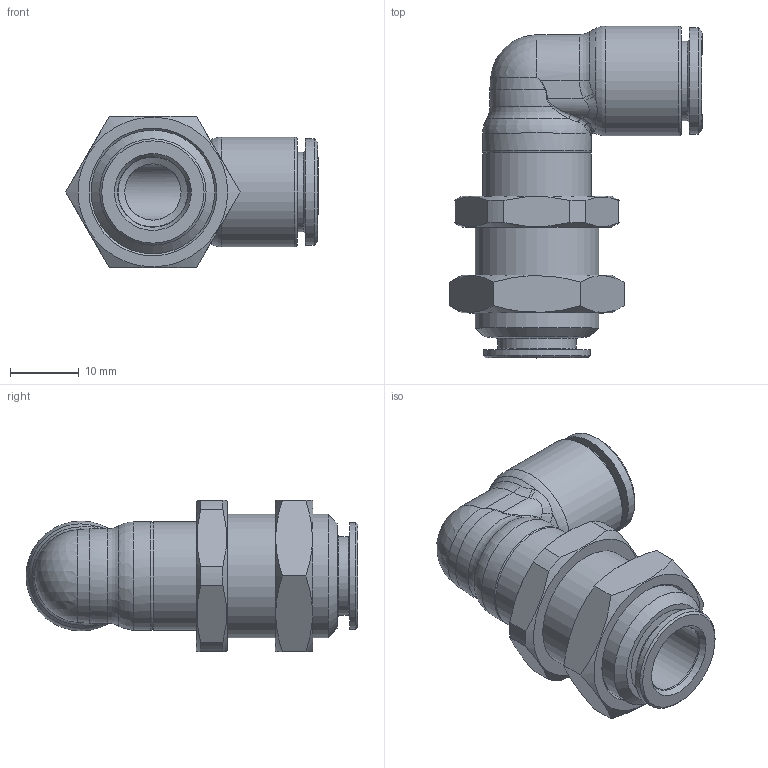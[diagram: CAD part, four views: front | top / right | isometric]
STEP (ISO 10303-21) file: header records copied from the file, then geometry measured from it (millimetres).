
FILE_DESCRIPTION(/* description */ ('STEP AP214'),/* implementation_level */ '2;1');
FILE_NAME(/* name */ 'B0380050',/* time_stamp */ '2023-03-30T13:06:16+02:00',/* author */ ('License CC BY-ND 4.0'),/* organization */ ('CADENAS'),/* preprocessor_version */ 'ST-DEVELOPER v19.3',/* originating_system */ 'PARTsolutions',/* authorisation */ ' ');
FILE_SCHEMA (('AUTOMOTIVE_DESIGN {1 0 10303 214 3 1 1}'));
Length unit declared in the file: millimetre
Products named in the file (1): B0380050
Bounding box: 36.8 x 48.35 x 22 mm (x, y, z)
Volume: 9963.2 mm3; surface area: 6489.3 mm2
Topology: 1 solids, 3 shells, 224 faces, 549 edges, 353 vertices
Faces by surface type: plane 100, bspline 70, cylinder 26, cone 19, torus 8, sphere 1
Full cylindrical faces by diameter (mm): 8.2 x2, 10.15 x1, 10.2 x1, 11.4 x1, 11.62 x1, 15.5 x2, 15.8 x2, 16 x1, 18 x2
Entity records: 11044 total; most frequent: CARTESIAN_POINT 4882, ORIENTED_EDGE 1002, DIRECTION 739, EDGE_CURVE 501, VERTEX_POINT 339, EDGE_LOOP 282, FACE_BOUND 282, AXIS2_PLACEMENT_3D 251
